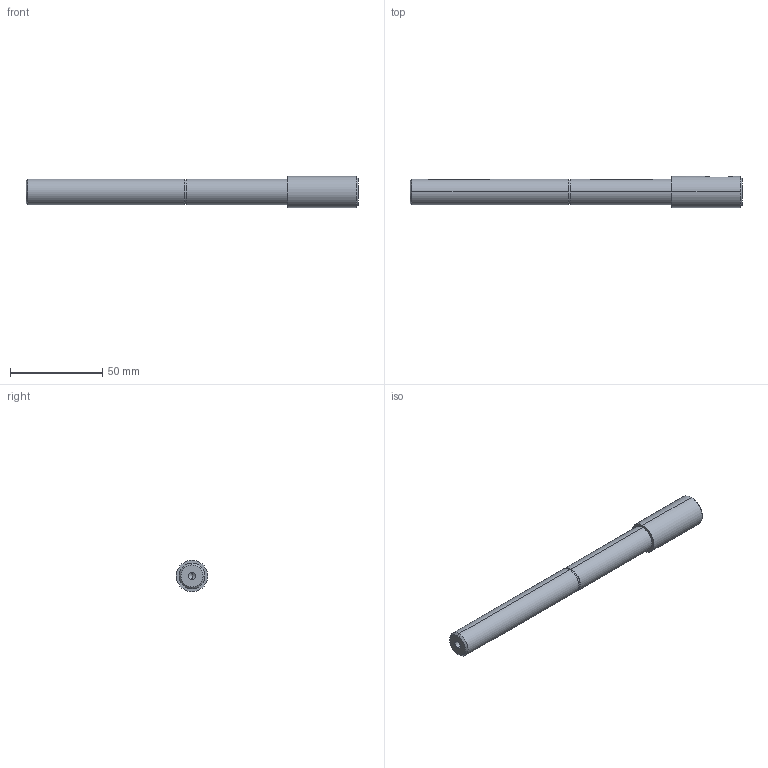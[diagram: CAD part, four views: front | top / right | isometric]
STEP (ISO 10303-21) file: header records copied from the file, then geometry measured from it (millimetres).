
FILE_DESCRIPTION (( 'STEP AP203' ), '1' );
FILE_NAME ('800.040.070.STEP', '2018-03-12T14:10:34', ( '' ), ( '' ), 'SwSTEP 2.0', 'SolidWorks 2016', '' );
FILE_SCHEMA (( 'CONFIG_CONTROL_DESIGN' ));
Length unit declared in the file: millimetre
Products named in the file (1): 800.040.070
Bounding box: 180 x 17 x 17 mm (x, y, z)
Volume: 29027.7 mm3; surface area: 9382.4 mm2
Topology: 1 solids, 1 shells, 40 faces, 86 edges, 53 vertices
Faces by surface type: cylinder 16, plane 14, cone 6, torus 4
Entity records: 1321 total; most frequent: CARTESIAN_POINT 360, DIRECTION 198, ORIENTED_EDGE 168, EDGE_CURVE 84, AXIS2_PLACEMENT_3D 79, VERTEX_POINT 53, EDGE_LOOP 47, ADVANCED_FACE 40
